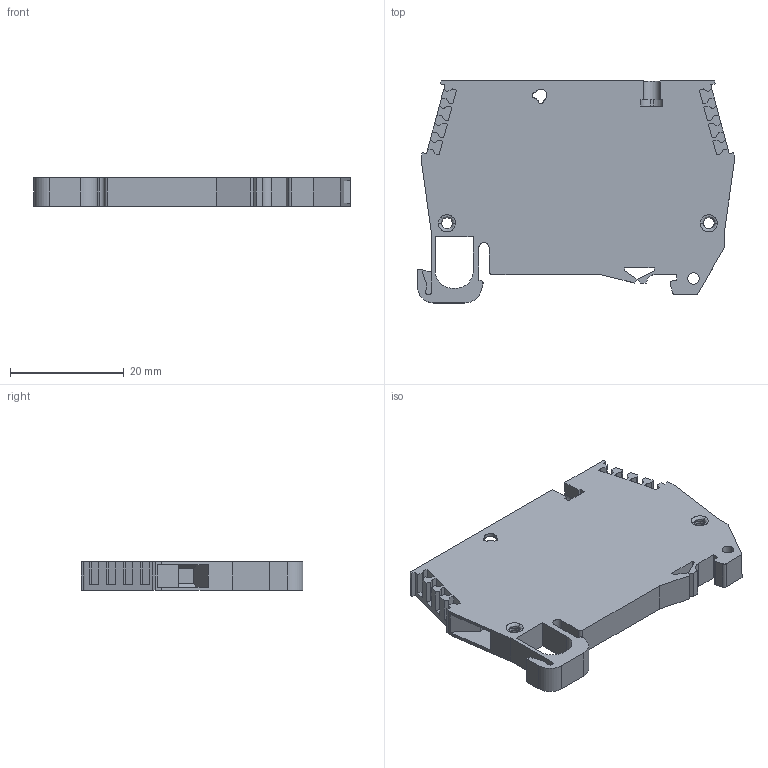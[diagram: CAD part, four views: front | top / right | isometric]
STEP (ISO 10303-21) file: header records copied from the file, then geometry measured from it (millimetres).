
FILE_DESCRIPTION (( 'STEP AP214' ), '1' );
FILE_NAME ('4358000_DN-QFE2.STEP', '2014-05-26T14:06:29', ( '' ), ( '' ), 'SwSTEP 2.0', 'SolidWorks 2013', '' );
FILE_SCHEMA (( 'AUTOMOTIVE_DESIGN' ));
Length unit declared in the file: millimetre
Products named in the file (1): 4358000_DN-QFE2
Bounding box: 55.65 x 39 x 5 mm (x, y, z)
Volume: 7479.8 mm3; surface area: 5922.7 mm2
Topology: 1 solids, 2 shells, 281 faces, 779 edges, 505 vertices
Faces by surface type: plane 195, cylinder 62, bspline 20, cone 4
Entity records: 12446 total; most frequent: CARTESIAN_POINT 2198, ORIENTED_EDGE 1558, DIRECTION 1385, EDGE_CURVE 779, LINE 621, VECTOR 621, VERTEX_POINT 505, AXIS2_PLACEMENT_3D 382
